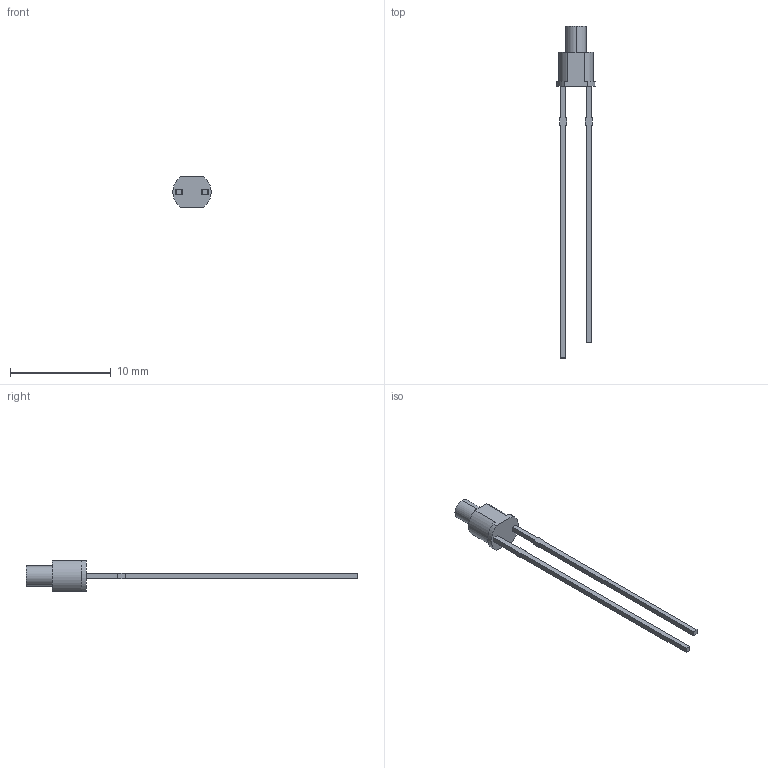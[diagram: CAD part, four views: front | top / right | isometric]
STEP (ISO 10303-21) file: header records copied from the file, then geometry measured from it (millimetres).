
FILE_DESCRIPTION (( 'STEP AP214' ), '1' );
FILE_NAME ('L-1394YDT.STEP', '2021-07-08T16:55:06', ( '' ), ( '' ), 'SwSTEP 2.0', 'SolidWorks 2020', '' );
FILE_SCHEMA (( 'AUTOMOTIVE_DESIGN' ));
Length unit declared in the file: millimetre
Products named in the file (1): L-1394YDT
Bounding box: 3.79 x 33 x 3 mm (x, y, z)
Volume: 51.6 mm3; surface area: 178.9 mm2
Topology: 1 solids, 1 shells, 39 faces, 102 edges, 68 vertices
Faces by surface type: plane 33, cylinder 6
Entity records: 1508 total; most frequent: CARTESIAN_POINT 210, ORIENTED_EDGE 204, DIRECTION 194, EDGE_CURVE 102, LINE 90, VECTOR 90, VERTEX_POINT 68, AXIS2_PLACEMENT_3D 52
